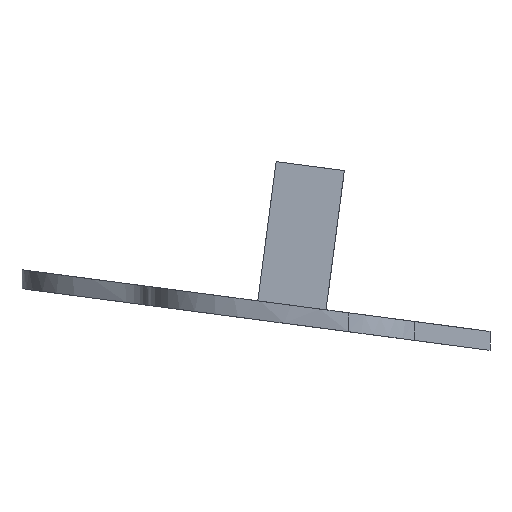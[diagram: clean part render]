
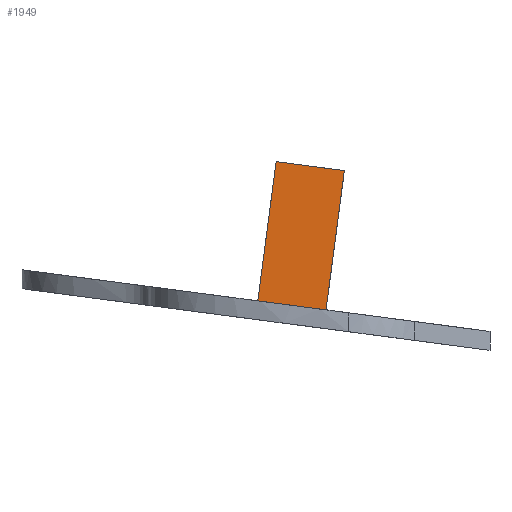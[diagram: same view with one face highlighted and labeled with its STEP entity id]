
A CAD part, left-side view. The second image highlights one B-rep face of the part: STEP entity #1949.
In plain terms, the highlighted planar face has unit normal (-1, 0, 0).
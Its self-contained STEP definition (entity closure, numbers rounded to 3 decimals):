
#16 = EDGE_CURVE ( 'NONE', #1103, #1593, #1517, .T. ) ;
#114 = PLANE ( 'NONE',  #2054 ) ;
#141 = LINE ( 'NONE', #945, #1081 ) ;
#159 = CARTESIAN_POINT ( 'NONE',  ( -62.5, 124.021, 4.914 ) ) ;
#237 = VECTOR ( 'NONE', #1554, 1000. ) ;
#497 = CARTESIAN_POINT ( 'NONE',  ( -62.5, 87.585, 0.117 ) ) ;
#509 = CARTESIAN_POINT ( 'NONE',  ( -62.5, 250.211, 97.175 ) ) ;
#519 = ORIENTED_EDGE ( 'NONE', *, *, #16, .F. ) ;
#561 = CARTESIAN_POINT ( 'NONE',  ( -62.5, 77.795, 74.476 ) ) ;
#637 = LINE ( 'NONE', #1041, #1932 ) ;
#779 = DIRECTION ( 'NONE',  ( 0., 0., -1. ) ) ;
#886 = ORIENTED_EDGE ( 'NONE', *, *, #1808, .T. ) ;
#892 = FACE_OUTER_BOUND ( 'NONE', #2110, .T. ) ;
#898 = VERTEX_POINT ( 'NONE', #497 ) ;
#945 = CARTESIAN_POINT ( 'NONE',  ( -62.5, 77.795, 74.476 ) ) ;
#1041 = CARTESIAN_POINT ( 'NONE',  ( -62.5, 260., 22.816 ) ) ;
#1081 = VECTOR ( 'NONE', #2169, 1000. ) ;
#1103 = VERTEX_POINT ( 'NONE', #2381 ) ;
#1200 = ORIENTED_EDGE ( 'NONE', *, *, #2112, .F. ) ;
#1203 = CARTESIAN_POINT ( 'NONE',  ( -62.5, 250.211, 97.175 ) ) ;
#1274 = DIRECTION ( 'NONE',  ( 0., -0.991, -0.131 ) ) ;
#1338 = CARTESIAN_POINT ( 'NONE',  ( -62.5, 114.231, 79.273 ) ) ;
#1511 = EDGE_CURVE ( 'NONE', #2133, #1103, #1736, .T. ) ;
#1517 = LINE ( 'NONE', #509, #2435 ) ;
#1554 = DIRECTION ( 'NONE',  ( 0., -0.131, 0.991 ) ) ;
#1593 = VERTEX_POINT ( 'NONE', #561 ) ;
#1724 = DIRECTION ( 'NONE',  ( 0., -0.991, -0.131 ) ) ;
#1736 = LINE ( 'NONE', #1338, #237 ) ;
#1772 = DIRECTION ( 'NONE',  ( 1., 0., 0. ) ) ;
#1808 = EDGE_CURVE ( 'NONE', #2133, #898, #637, .T. ) ;
#1836 = ORIENTED_EDGE ( 'NONE', *, *, #1511, .F. ) ;
#1932 = VECTOR ( 'NONE', #1274, 1000. ) ;
#1949 = ADVANCED_FACE ( 'NONE', ( #892 ), #114, .F. ) ;
#2054 = AXIS2_PLACEMENT_3D ( 'NONE', #1203, #1772, #779 ) ;
#2110 = EDGE_LOOP ( 'NONE', ( #1836, #886, #1200, #519 ) ) ;
#2112 = EDGE_CURVE ( 'NONE', #1593, #898, #141, .T. ) ;
#2133 = VERTEX_POINT ( 'NONE', #159 ) ;
#2169 = DIRECTION ( 'NONE',  ( 0., 0.131, -0.991 ) ) ;
#2381 = CARTESIAN_POINT ( 'NONE',  ( -62.5, 114.231, 79.273 ) ) ;
#2435 = VECTOR ( 'NONE', #1724, 1000. ) ;
